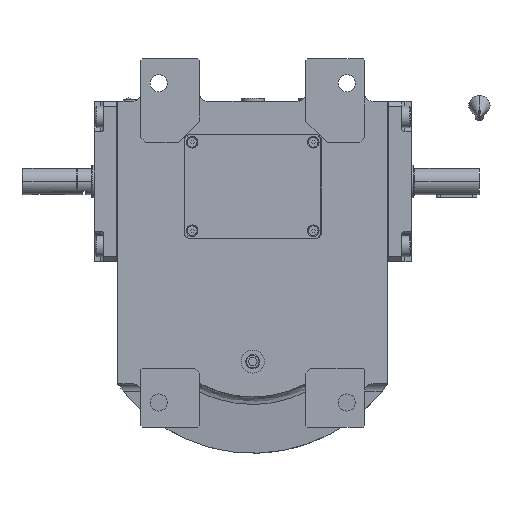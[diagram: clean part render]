
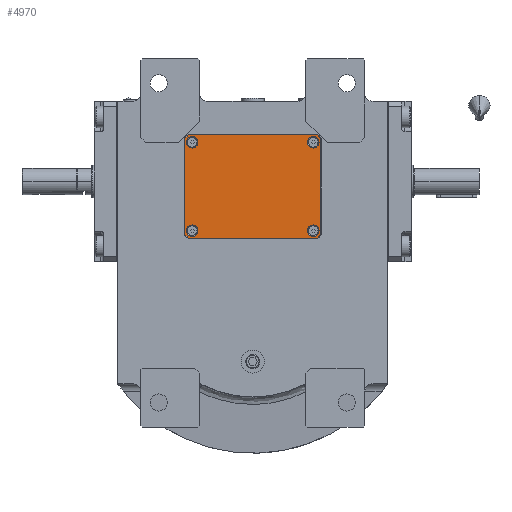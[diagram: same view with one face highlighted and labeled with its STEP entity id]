
A CAD part, front view. The second image highlights one B-rep face of the part: STEP entity #4970.
In plain terms, the highlighted face is planar.
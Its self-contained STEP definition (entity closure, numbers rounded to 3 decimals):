
#126 = EDGE_CURVE ( 'NONE', #14324, #10260, #12668, .T. ) ;
#793 = LINE ( 'NONE', #15061, #24949 ) ;
#1018 = VERTEX_POINT ( 'NONE', #57106 ) ;
#1096 = DIRECTION ( 'NONE',  ( 0., 0., 1. ) ) ;
#1415 = FACE_BOUND ( 'NONE', #55620, .T. ) ;
#1514 = EDGE_LOOP ( 'NONE', ( #25477, #4677 ) ) ;
#1658 = EDGE_CURVE ( 'NONE', #24994, #20395, #30239, .T. ) ;
#1763 = EDGE_CURVE ( 'NONE', #37422, #4727, #9616, .T. ) ;
#1786 = LINE ( 'NONE', #35736, #13202 ) ;
#1919 = DIRECTION ( 'NONE',  ( 0., 0., 1. ) ) ;
#2064 = PLANE ( 'NONE',  #58558 ) ;
#2868 = CARTESIAN_POINT ( 'NONE',  ( -37., 27., 3. ) ) ;
#2975 = CARTESIAN_POINT ( 'NONE',  ( 41.5, -29.5, 3. ) ) ;
#3866 = ORIENTED_EDGE ( 'NONE', *, *, #31561, .T. ) ;
#4077 = CIRCLE ( 'NONE', #40209, 3.5 ) ;
#4677 = ORIENTED_EDGE ( 'NONE', *, *, #63292, .F. ) ;
#4727 = VERTEX_POINT ( 'NONE', #43170 ) ;
#4965 = EDGE_CURVE ( 'NONE', #9893, #27698, #12099, .T. ) ;
#4970 = ADVANCED_FACE ( 'NONE', ( #45707, #55712, #1415, #17282, #32127 ), #2064, .T. ) ;
#5247 = ORIENTED_EDGE ( 'NONE', *, *, #4965, .F. ) ;
#5299 = VERTEX_POINT ( 'NONE', #34345 ) ;
#5900 = CARTESIAN_POINT ( 'NONE',  ( -37., 27., 3. ) ) ;
#6143 = CARTESIAN_POINT ( 'NONE',  ( 39.5, 31.5, 3. ) ) ;
#7782 = VERTEX_POINT ( 'NONE', #20296 ) ;
#8137 = CARTESIAN_POINT ( 'NONE',  ( -41.5, 29.5, 3. ) ) ;
#9555 = DIRECTION ( 'NONE',  ( -0.707, -0.707, 0. ) ) ;
#9616 = CIRCLE ( 'NONE', #55000, 3.5 ) ;
#9893 = VERTEX_POINT ( 'NONE', #24748 ) ;
#10237 = DIRECTION ( 'NONE',  ( 0., 0., 1. ) ) ;
#10260 = VERTEX_POINT ( 'NONE', #33726 ) ;
#10374 = DIRECTION ( 'NONE',  ( -1., 0., 0. ) ) ;
#10477 = VERTEX_POINT ( 'NONE', #39848 ) ;
#10694 = LINE ( 'NONE', #6143, #14151 ) ;
#10862 = CIRCLE ( 'NONE', #16036, 3.5 ) ;
#10888 = EDGE_CURVE ( 'NONE', #5299, #7782, #10694, .T. ) ;
#12099 = CIRCLE ( 'NONE', #63717, 3.5 ) ;
#12121 = AXIS2_PLACEMENT_3D ( 'NONE', #16575, #21746, #15626 ) ;
#12236 = EDGE_LOOP ( 'NONE', ( #3866, #41537, #35762, #24482, #47701, #20733, #18814, #12580 ) ) ;
#12580 = ORIENTED_EDGE ( 'NONE', *, *, #61246, .T. ) ;
#12668 = LINE ( 'NONE', #52092, #33510 ) ;
#12725 = AXIS2_PLACEMENT_3D ( 'NONE', #40811, #35337, #59252 ) ;
#13202 = VECTOR ( 'NONE', #26051, 1000. ) ;
#13227 = DIRECTION ( 'NONE',  ( 0., 0., 1. ) ) ;
#14151 = VECTOR ( 'NONE', #10374, 1000. ) ;
#14324 = VERTEX_POINT ( 'NONE', #21725 ) ;
#14439 = CARTESIAN_POINT ( 'NONE',  ( 37., 27., 3. ) ) ;
#14763 = DIRECTION ( 'NONE',  ( 0., 0., 1. ) ) ;
#15061 = CARTESIAN_POINT ( 'NONE',  ( -41.5, 29.5, 3. ) ) ;
#15234 = DIRECTION ( 'NONE',  ( 1., 0., 0. ) ) ;
#15626 = DIRECTION ( 'NONE',  ( 1., 0., 0. ) ) ;
#16036 = AXIS2_PLACEMENT_3D ( 'NONE', #2868, #13227, #57806 ) ;
#16575 = CARTESIAN_POINT ( 'NONE',  ( 37., -27., 3. ) ) ;
#17282 = FACE_BOUND ( 'NONE', #1514, .T. ) ;
#17877 = DIRECTION ( 'NONE',  ( 0., 1., 0. ) ) ;
#18814 = ORIENTED_EDGE ( 'NONE', *, *, #25607, .T. ) ;
#19515 = VERTEX_POINT ( 'NONE', #32425 ) ;
#20296 = CARTESIAN_POINT ( 'NONE',  ( -39.5, 31.5, 3. ) ) ;
#20395 = VERTEX_POINT ( 'NONE', #42855 ) ;
#20399 = EDGE_LOOP ( 'NONE', ( #5247, #39408 ) ) ;
#20697 = CARTESIAN_POINT ( 'NONE',  ( -37., -27., 3. ) ) ;
#20733 = ORIENTED_EDGE ( 'NONE', *, *, #126, .T. ) ;
#20808 = VECTOR ( 'NONE', #15234, 1000. ) ;
#21725 = CARTESIAN_POINT ( 'NONE',  ( -41.5, -29.5, 3. ) ) ;
#21746 = DIRECTION ( 'NONE',  ( 0., 0., 1. ) ) ;
#22265 = ORIENTED_EDGE ( 'NONE', *, *, #1658, .F. ) ;
#24482 = ORIENTED_EDGE ( 'NONE', *, *, #50651, .T. ) ;
#24748 = CARTESIAN_POINT ( 'NONE',  ( -33.5, -27., 3. ) ) ;
#24949 = VECTOR ( 'NONE', #34445, 1000. ) ;
#24994 = VERTEX_POINT ( 'NONE', #58830 ) ;
#25477 = ORIENTED_EDGE ( 'NONE', *, *, #44485, .F. ) ;
#25607 = EDGE_CURVE ( 'NONE', #10260, #19515, #40095, .T. ) ;
#26051 = DIRECTION ( 'NONE',  ( 0.707, 0.707, 0. ) ) ;
#26463 = VECTOR ( 'NONE', #27720, 1000. ) ;
#27698 = VERTEX_POINT ( 'NONE', #61511 ) ;
#27720 = DIRECTION ( 'NONE',  ( -0.707, 0.707, 0. ) ) ;
#27949 = CARTESIAN_POINT ( 'NONE',  ( 41.5, -29.5, 3. ) ) ;
#28443 = CARTESIAN_POINT ( 'NONE',  ( -40.5, 27., 3. ) ) ;
#29585 = CARTESIAN_POINT ( 'NONE',  ( -39.5, 31.5, 3. ) ) ;
#29655 = EDGE_CURVE ( 'NONE', #47549, #14324, #793, .T. ) ;
#29770 = CARTESIAN_POINT ( 'NONE',  ( -39.5, -31.5, 3. ) ) ;
#29959 = DIRECTION ( 'NONE',  ( -1., 0., 0. ) ) ;
#30239 = CIRCLE ( 'NONE', #12725, 3.5 ) ;
#30846 = EDGE_CURVE ( 'NONE', #20395, #24994, #49845, .T. ) ;
#31561 = EDGE_CURVE ( 'NONE', #57011, #10477, #38519, .T. ) ;
#32127 = FACE_BOUND ( 'NONE', #20399, .T. ) ;
#32349 = VECTOR ( 'NONE', #17877, 1000. ) ;
#32425 = CARTESIAN_POINT ( 'NONE',  ( 39.5, -31.5, 3. ) ) ;
#32436 = CARTESIAN_POINT ( 'NONE',  ( 0., 0., 3. ) ) ;
#33276 = VERTEX_POINT ( 'NONE', #37676 ) ;
#33510 = VECTOR ( 'NONE', #62412, 1000. ) ;
#33726 = CARTESIAN_POINT ( 'NONE',  ( -39.5, -31.5, 3. ) ) ;
#34345 = CARTESIAN_POINT ( 'NONE',  ( 39.5, 31.5, 3. ) ) ;
#34445 = DIRECTION ( 'NONE',  ( 0., -1., 0. ) ) ;
#34736 = EDGE_CURVE ( 'NONE', #4727, #37422, #10862, .T. ) ;
#35337 = DIRECTION ( 'NONE',  ( 0., 0., 1. ) ) ;
#35736 = CARTESIAN_POINT ( 'NONE',  ( 39.5, -31.5, 3. ) ) ;
#35762 = ORIENTED_EDGE ( 'NONE', *, *, #10888, .T. ) ;
#36005 = DIRECTION ( 'NONE',  ( 1., 0., 0. ) ) ;
#36788 = ORIENTED_EDGE ( 'NONE', *, *, #34736, .F. ) ;
#37422 = VERTEX_POINT ( 'NONE', #28443 ) ;
#37676 = CARTESIAN_POINT ( 'NONE',  ( 40.5, -27., 3. ) ) ;
#38351 = CARTESIAN_POINT ( 'NONE',  ( 41.5, 29.5, 3. ) ) ;
#38519 = LINE ( 'NONE', #2975, #32349 ) ;
#39408 = ORIENTED_EDGE ( 'NONE', *, *, #46362, .F. ) ;
#39848 = CARTESIAN_POINT ( 'NONE',  ( 41.5, 29.5, 3. ) ) ;
#40095 = LINE ( 'NONE', #29770, #20808 ) ;
#40209 = AXIS2_PLACEMENT_3D ( 'NONE', #45137, #10237, #29959 ) ;
#40811 = CARTESIAN_POINT ( 'NONE',  ( 37., 27., 3. ) ) ;
#41018 = AXIS2_PLACEMENT_3D ( 'NONE', #20697, #1919, #55258 ) ;
#41537 = ORIENTED_EDGE ( 'NONE', *, *, #45050, .T. ) ;
#42855 = CARTESIAN_POINT ( 'NONE',  ( 33.5, 27., 3. ) ) ;
#43170 = CARTESIAN_POINT ( 'NONE',  ( -33.5, 27., 3. ) ) ;
#43208 = LINE ( 'NONE', #38351, #26463 ) ;
#44485 = EDGE_CURVE ( 'NONE', #33276, #1018, #57508, .T. ) ;
#44677 = AXIS2_PLACEMENT_3D ( 'NONE', #14439, #14763, #50276 ) ;
#45050 = EDGE_CURVE ( 'NONE', #10477, #5299, #43208, .T. ) ;
#45137 = CARTESIAN_POINT ( 'NONE',  ( 37., -27., 3. ) ) ;
#45391 = CARTESIAN_POINT ( 'NONE',  ( -37., -27., 3. ) ) ;
#45707 = FACE_OUTER_BOUND ( 'NONE', #12236, .T. ) ;
#46362 = EDGE_CURVE ( 'NONE', #27698, #9893, #48285, .T. ) ;
#47493 = EDGE_LOOP ( 'NONE', ( #22265, #59361 ) ) ;
#47549 = VERTEX_POINT ( 'NONE', #8137 ) ;
#47701 = ORIENTED_EDGE ( 'NONE', *, *, #29655, .T. ) ;
#48285 = CIRCLE ( 'NONE', #41018, 3.5 ) ;
#49507 = ORIENTED_EDGE ( 'NONE', *, *, #1763, .F. ) ;
#49845 = CIRCLE ( 'NONE', #44677, 3.5 ) ;
#50276 = DIRECTION ( 'NONE',  ( -1., 0., 0. ) ) ;
#50632 = VECTOR ( 'NONE', #9555, 1000. ) ;
#50651 = EDGE_CURVE ( 'NONE', #7782, #47549, #63833, .T. ) ;
#52092 = CARTESIAN_POINT ( 'NONE',  ( -41.5, -29.5, 3. ) ) ;
#54390 = DIRECTION ( 'NONE',  ( -1., 0., 0. ) ) ;
#55000 = AXIS2_PLACEMENT_3D ( 'NONE', #5900, #60525, #54390 ) ;
#55258 = DIRECTION ( 'NONE',  ( -1., 0., 0. ) ) ;
#55620 = EDGE_LOOP ( 'NONE', ( #36788, #49507 ) ) ;
#55712 = FACE_BOUND ( 'NONE', #47493, .T. ) ;
#56364 = DIRECTION ( 'NONE',  ( 1., 0., 0. ) ) ;
#57011 = VERTEX_POINT ( 'NONE', #27949 ) ;
#57106 = CARTESIAN_POINT ( 'NONE',  ( 33.5, -27., 3. ) ) ;
#57508 = CIRCLE ( 'NONE', #12121, 3.5 ) ;
#57806 = DIRECTION ( 'NONE',  ( 1., 0., 0. ) ) ;
#58558 = AXIS2_PLACEMENT_3D ( 'NONE', #32436, #62172, #56364 ) ;
#58830 = CARTESIAN_POINT ( 'NONE',  ( 40.5, 27., 3. ) ) ;
#59252 = DIRECTION ( 'NONE',  ( 1., 0., 0. ) ) ;
#59361 = ORIENTED_EDGE ( 'NONE', *, *, #30846, .F. ) ;
#60525 = DIRECTION ( 'NONE',  ( 0., 0., 1. ) ) ;
#61246 = EDGE_CURVE ( 'NONE', #19515, #57011, #1786, .T. ) ;
#61511 = CARTESIAN_POINT ( 'NONE',  ( -40.5, -27., 3. ) ) ;
#62172 = DIRECTION ( 'NONE',  ( 0., 0., 1. ) ) ;
#62412 = DIRECTION ( 'NONE',  ( 0.707, -0.707, 0. ) ) ;
#63292 = EDGE_CURVE ( 'NONE', #1018, #33276, #4077, .T. ) ;
#63717 = AXIS2_PLACEMENT_3D ( 'NONE', #45391, #1096, #36005 ) ;
#63833 = LINE ( 'NONE', #29585, #50632 ) ;
